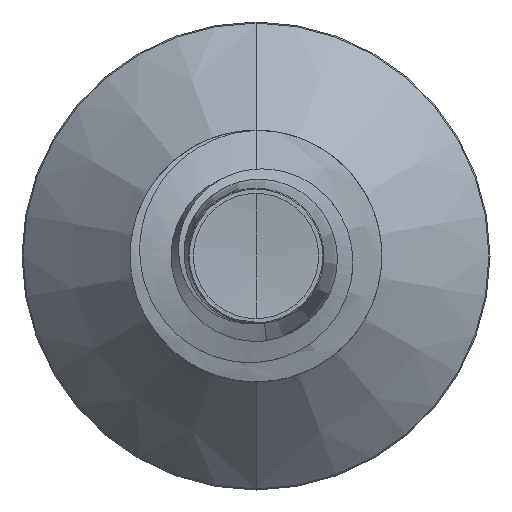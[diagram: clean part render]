
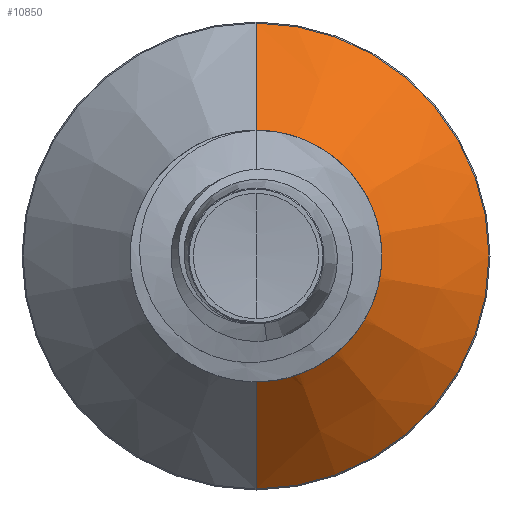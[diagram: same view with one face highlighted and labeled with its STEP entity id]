
A CAD part, front view. The second image highlights one B-rep face of the part: STEP entity #10850.
In plain terms, the highlighted conical face has half-angle 45 degrees and reference radius 1.847 mm.
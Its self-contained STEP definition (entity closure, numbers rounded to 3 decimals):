
#58 = CARTESIAN_POINT ( 'NONE',  ( 0., 15.447, 1.847 ) ) ;
#1546 = ORIENTED_EDGE ( 'NONE', *, *, #7650, .F. ) ;
#1836 = ORIENTED_EDGE ( 'NONE', *, *, #16449, .T. ) ;
#2361 = AXIS2_PLACEMENT_3D ( 'NONE', #15677, #15662, #15658 ) ;
#3618 = VERTEX_POINT ( 'NONE', #58 ) ;
#4009 = CARTESIAN_POINT ( 'NONE',  ( 0., 18.228, 4.628 ) ) ;
#4328 = CARTESIAN_POINT ( 'NONE',  ( 0., 15.447, 0. ) ) ;
#4632 = CARTESIAN_POINT ( 'NONE',  ( 0., 15.447, -1.847 ) ) ;
#4844 = FACE_OUTER_BOUND ( 'NONE', #9457, .T. ) ;
#5412 = ORIENTED_EDGE ( 'NONE', *, *, #12823, .F. ) ;
#5425 = AXIS2_PLACEMENT_3D ( 'NONE', #6428, #15704, #7787 ) ;
#5573 = DIRECTION ( 'NONE',  ( 0., 0.707, 0.707 ) ) ;
#6428 = CARTESIAN_POINT ( 'NONE',  ( 0., 15.447, 0. ) ) ;
#7372 = CIRCLE ( 'NONE', #5425, 1.847 ) ;
#7650 = EDGE_CURVE ( 'NONE', #12824, #14777, #14557, .T. ) ;
#7787 = DIRECTION ( 'NONE',  ( 0., 0., 1. ) ) ;
#8850 = LINE ( 'NONE', #17351, #15878 ) ;
#9457 = EDGE_LOOP ( 'NONE', ( #1836, #10977, #1546, #5412 ) ) ;
#10484 = CONICAL_SURFACE ( 'NONE', #14816, 1.847, 0.785 ) ;
#10850 = ADVANCED_FACE ( 'NONE', ( #4844 ), #10484, .T. ) ;
#10977 = ORIENTED_EDGE ( 'NONE', *, *, #11607, .T. ) ;
#11180 = DIRECTION ( 'NONE',  ( 0., 0., 1. ) ) ;
#11447 = LINE ( 'NONE', #14084, #14098 ) ;
#11607 = EDGE_CURVE ( 'NONE', #14654, #14777, #11447, .T. ) ;
#12767 = DIRECTION ( 'NONE',  ( 0., 0.707, -0.707 ) ) ;
#12823 = EDGE_CURVE ( 'NONE', #3618, #12824, #8850, .T. ) ;
#12824 = VERTEX_POINT ( 'NONE', #4009 ) ;
#14084 = CARTESIAN_POINT ( 'NONE',  ( 0., 15.447, -1.847 ) ) ;
#14088 = CARTESIAN_POINT ( 'NONE',  ( 0., 18.228, -4.628 ) ) ;
#14098 = VECTOR ( 'NONE', #12767, 1000. ) ;
#14557 = CIRCLE ( 'NONE', #2361, 4.628 ) ;
#14654 = VERTEX_POINT ( 'NONE', #4632 ) ;
#14777 = VERTEX_POINT ( 'NONE', #14088 ) ;
#14816 = AXIS2_PLACEMENT_3D ( 'NONE', #4328, #15092, #11180 ) ;
#15092 = DIRECTION ( 'NONE',  ( 0., 1., 0. ) ) ;
#15658 = DIRECTION ( 'NONE',  ( 0., 0., 1. ) ) ;
#15662 = DIRECTION ( 'NONE',  ( 0., 1., 0. ) ) ;
#15677 = CARTESIAN_POINT ( 'NONE',  ( 0., 18.228, 0. ) ) ;
#15704 = DIRECTION ( 'NONE',  ( 0., 1., 0. ) ) ;
#15878 = VECTOR ( 'NONE', #5573, 1000. ) ;
#16449 = EDGE_CURVE ( 'NONE', #3618, #14654, #7372, .T. ) ;
#17351 = CARTESIAN_POINT ( 'NONE',  ( 0., 15.447, 1.847 ) ) ;
